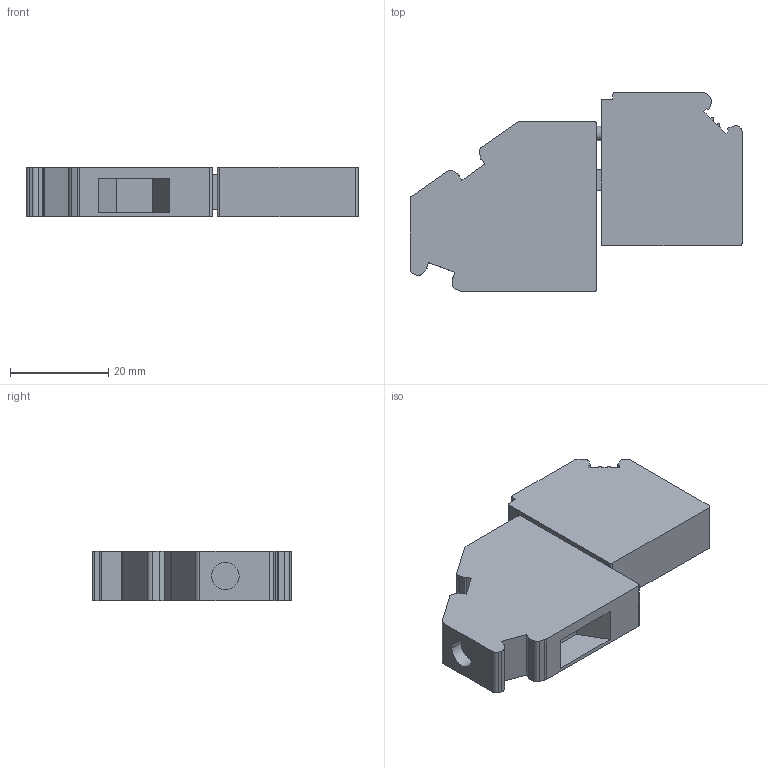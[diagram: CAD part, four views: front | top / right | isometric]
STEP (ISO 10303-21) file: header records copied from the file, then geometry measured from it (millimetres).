
FILE_DESCRIPTION(('SolidDesigner STEP Export'),'2;1');
FILE_NAME('hdfkv_10-hv.stp','2014-10-16T 7:46:53',(''),(''),'Creo Elements/Direct Modeling STEP processor for AP214 (Solid Model)','Creo Elements/Direct Modeling 18.1B 29-Sep-2012 (C) Parametric Technology GmbH','');
FILE_SCHEMA(('AUTOMOTIVE_DESIGN { 1 0 10303 214 1 1 1 1 }'));
Length unit declared in the file: millimetre
Products named in the file (3): hdfkv_10a-hv; hdfk_10i_hv; hdfkv_10-hv
Assembly tree (2 placements, depth 2):
  hdfkv_10-hv
    hdfk_10i_hv
    hdfkv_10a-hv
Bounding box: 67.58 x 40.6 x 10.1 mm (x, y, z)
Volume: 18970.4 mm3; surface area: 8289.2 mm2
Topology: 2 solids, 2 shells, 108 faces, 285 edges, 190 vertices
Faces by surface type: plane 74, cylinder 34
Entity records: 4236 total; most frequent: CARTESIAN_POINT 578, ORIENTED_EDGE 570, DIRECTION 559, EDGE_CURVE 285, VECTOR 217, LINE 217, VERTEX_POINT 190, AXIS2_PLACEMENT_3D 171
